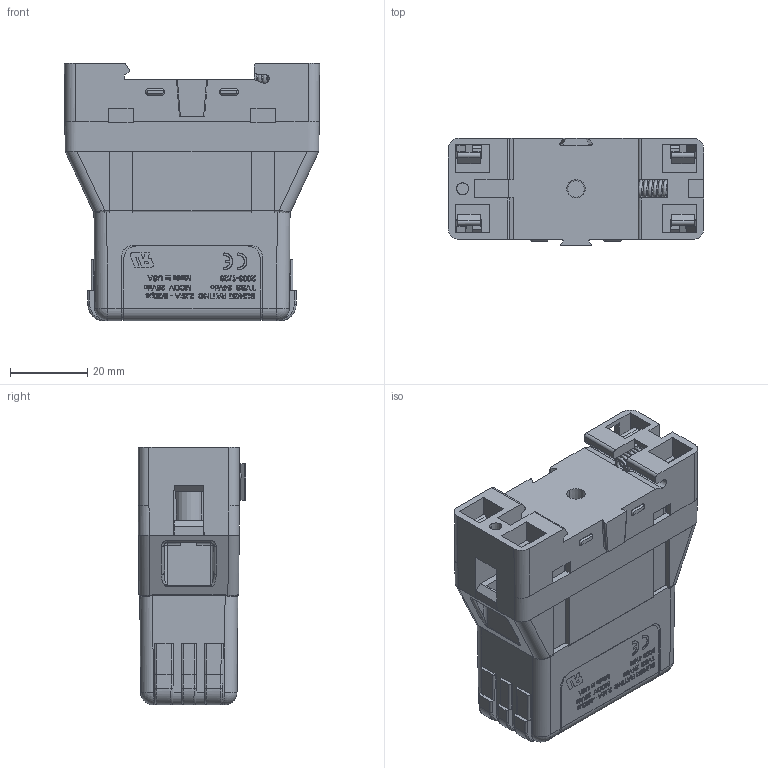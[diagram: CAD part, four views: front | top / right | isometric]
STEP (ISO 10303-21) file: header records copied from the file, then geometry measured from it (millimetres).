
FILE_DESCRIPTION (( 'STEP AP214' ), '1' );
FILE_NAME ('1101-625-E.STEP', '2019-01-24T20:10:28', ( '' ), ( '' ), 'SwSTEP 2.0', 'SolidWorks 2018', '' );
FILE_SCHEMA (( 'AUTOMOTIVE_DESIGN' ));
Length unit declared in the file: inch
Products named in the file (22): 2001-151; 2003-1728; 2003-4068; 1101-625-E; 3450-092; 2004-077; TVSS_holder_spring^2001-151; TVSS_base_top^2001-151; 2250-568; TVSS_base_bottom^2001-151; 2001-150; 1000-895_
Assembly tree (13 placements, depth 3):
  1101-625-E
    2001-151
      TVSS_holder_spring^2001-151
  3450-092
  1101-625-E
    1000-895_
      2004-077
    2001-150
    2001-151
      TVSS_base_bottom^2001-151
      TVSS_holder_spring^2001-151
      TVSS_base_top^2001-151
    2250-568
      3450-092
    2003-1728
    2003-4068
  2004-077
  TVSS_base_top^2001-151
Bounding box: 66.12 x 27.88 x 66.8 mm (x, y, z)
Volume: 44958.9 mm3; surface area: 47513.8 mm2
Topology: 8 solids, 8 shells, 4243 faces, 11627 edges, 7655 vertices
Faces by surface type: plane 2803, bspline 1042, cylinder 298, cone 64, sphere 26, torus 10
Entity records: 237415 total; most frequent: CARTESIAN_POINT 92607, ORIENTED_EDGE 23220, DIRECTION 16186, EDGE_CURVE 11610, VECTOR 8726, LINE 8726, VERTEX_POINT 7647, EDGE_LOOP 4561
